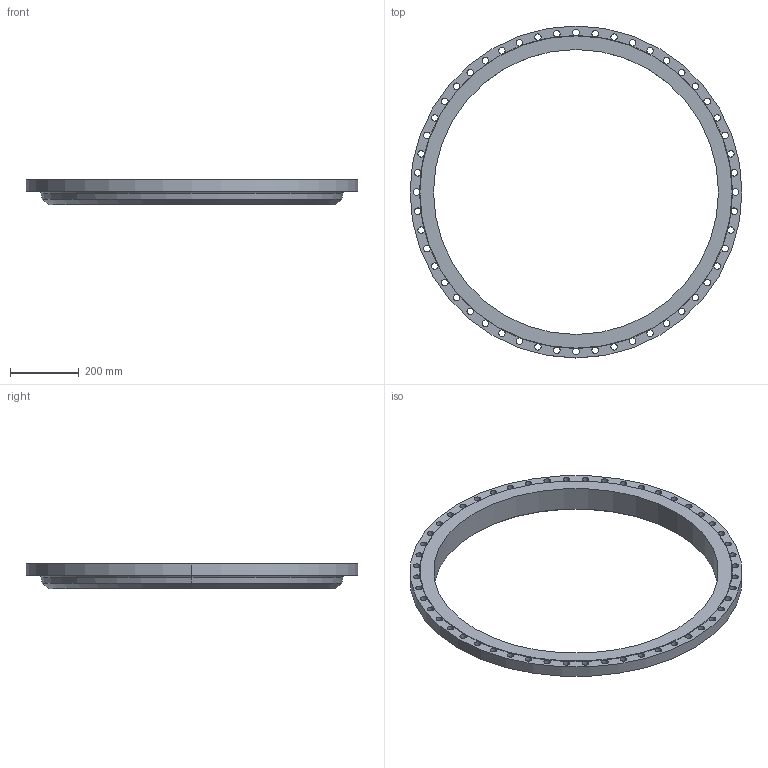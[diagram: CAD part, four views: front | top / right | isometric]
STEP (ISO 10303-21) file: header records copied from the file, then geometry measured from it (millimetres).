
FILE_DESCRIPTION (( 'STEP AP203' ), '1' );
FILE_NAME ('34_75_B1647B_RF_WNF_OB_S40.STEP', '2024-01-18T01:27:17', ( '' ), ( '' ), 'SwSTEP 2.0', 'SolidWorks 2023', '' );
FILE_SCHEMA (( 'CONFIG_CONTROL_DESIGN' ));
Length unit declared in the file: inch
Products named in the file (1): 34_75_B1647B_RF_WNF_OB_S40
Bounding box: 965.2 x 965.2 x 73.03 mm (x, y, z)
Volume: 8002027.4 mm3; surface area: 814946.6 mm2
Topology: 1 solids, 1 shells, 120 faces, 444 edges, 276 vertices
Faces by surface type: cylinder 110, cone 4, plane 4, torus 2
Entity records: 5149 total; most frequent: DIRECTION 1016, ORIENTED_EDGE 888, CARTESIAN_POINT 841, AXIS2_PLACEMENT_3D 451, EDGE_CURVE 444, CIRCLE 330, VERTEX_POINT 276, EDGE_LOOP 176
